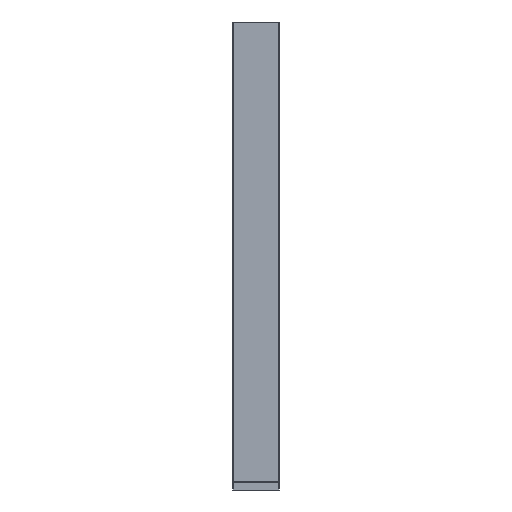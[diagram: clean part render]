
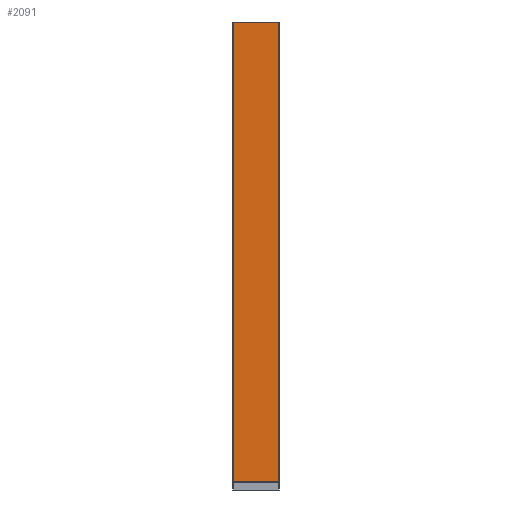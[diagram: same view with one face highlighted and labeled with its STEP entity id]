
A CAD part, front view. The second image highlights one B-rep face of the part: STEP entity #2091.
In plain terms, the highlighted planar face has unit normal (0, -1, 0).
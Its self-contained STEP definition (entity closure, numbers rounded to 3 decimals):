
#49 = LINE ( 'NONE', #618, #787 ) ;
#114 = EDGE_CURVE ( 'NONE', #771, #1347, #1382, .T. ) ;
#228 = PLANE ( 'NONE',  #1248 ) ;
#249 = EDGE_CURVE ( 'NONE', #588, #1347, #994, .T. ) ;
#277 = EDGE_LOOP ( 'NONE', ( #501, #2237, #297, #681 ) ) ;
#297 = ORIENTED_EDGE ( 'NONE', *, *, #1652, .T. ) ;
#341 = CARTESIAN_POINT ( 'NONE',  ( -148.28, -0.8, 1525.2 ) ) ;
#408 = DIRECTION ( 'NONE',  ( 0., 0., -1. ) ) ;
#501 = ORIENTED_EDGE ( 'NONE', *, *, #114, .T. ) ;
#588 = VERTEX_POINT ( 'NONE', #897 ) ;
#618 = CARTESIAN_POINT ( 'NONE',  ( -149.28, -0.8, 1525.2 ) ) ;
#681 = ORIENTED_EDGE ( 'NONE', *, *, #751, .T. ) ;
#721 = CARTESIAN_POINT ( 'NONE',  ( 148.28, -0.8, -1470.3 ) ) ;
#751 = EDGE_CURVE ( 'NONE', #1776, #771, #1090, .T. ) ;
#771 = VERTEX_POINT ( 'NONE', #1640 ) ;
#787 = VECTOR ( 'NONE', #1726, 1000. ) ;
#897 = CARTESIAN_POINT ( 'NONE',  ( 148.28, -0.8, 1525.2 ) ) ;
#989 = DIRECTION ( 'NONE',  ( 0., -1., 0. ) ) ;
#993 = VECTOR ( 'NONE', #1729, 1000. ) ;
#994 = LINE ( 'NONE', #1510, #993 ) ;
#1090 = LINE ( 'NONE', #341, #2365 ) ;
#1248 = AXIS2_PLACEMENT_3D ( 'NONE', #1861, #989, #408 ) ;
#1292 = DIRECTION ( 'NONE',  ( 0., 0., -1. ) ) ;
#1347 = VERTEX_POINT ( 'NONE', #721 ) ;
#1382 = LINE ( 'NONE', #2292, #2105 ) ;
#1510 = CARTESIAN_POINT ( 'NONE',  ( 148.28, -0.8, 1525.2 ) ) ;
#1640 = CARTESIAN_POINT ( 'NONE',  ( -148.28, -0.8, -1470.3 ) ) ;
#1652 = EDGE_CURVE ( 'NONE', #588, #1776, #49, .T. ) ;
#1726 = DIRECTION ( 'NONE',  ( -1., 0., 0. ) ) ;
#1729 = DIRECTION ( 'NONE',  ( 0., 0., -1. ) ) ;
#1776 = VERTEX_POINT ( 'NONE', #2094 ) ;
#1861 = CARTESIAN_POINT ( 'NONE',  ( -149.28, -0.8, 1525.2 ) ) ;
#2091 = ADVANCED_FACE ( 'NONE', ( #2270 ), #228, .T. ) ;
#2094 = CARTESIAN_POINT ( 'NONE',  ( -148.28, -0.8, 1525.2 ) ) ;
#2105 = VECTOR ( 'NONE', #2322, 1000. ) ;
#2237 = ORIENTED_EDGE ( 'NONE', *, *, #249, .F. ) ;
#2270 = FACE_OUTER_BOUND ( 'NONE', #277, .T. ) ;
#2292 = CARTESIAN_POINT ( 'NONE',  ( -150.08, -0.8, -1470.3 ) ) ;
#2322 = DIRECTION ( 'NONE',  ( 1., 0., 0. ) ) ;
#2365 = VECTOR ( 'NONE', #1292, 1000. ) ;
